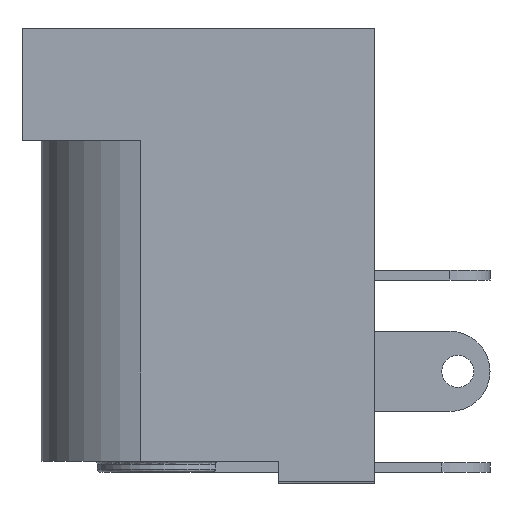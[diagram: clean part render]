
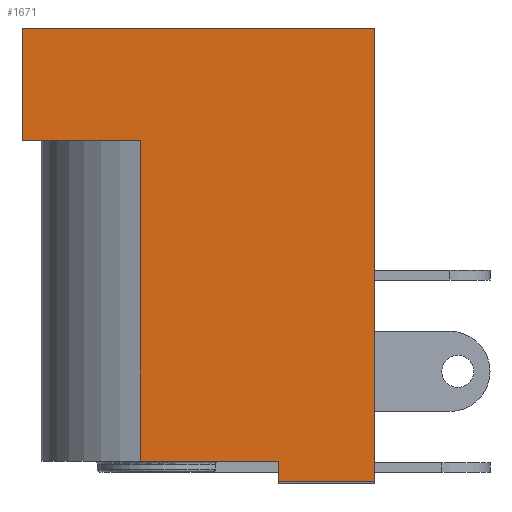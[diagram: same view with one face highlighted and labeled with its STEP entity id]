
A CAD part, left-side view. The second image highlights one B-rep face of the part: STEP entity #1671.
In plain terms, the highlighted planar face has unit normal (-1, 0, 0).
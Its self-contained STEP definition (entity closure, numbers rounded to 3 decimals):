
#1=DIRECTION('',(0.,-1.,0.));
#2=VECTOR('',#1,11.);
#3=CARTESIAN_POINT('',(-4.5,5.5,0.));
#4=LINE('',#3,#2);
#27=DIRECTION('',(0.,-1.,0.));
#28=VECTOR('',#27,3.);
#29=CARTESIAN_POINT('',(-4.5,-2.5,-14.15));
#30=LINE('',#29,#28);
#31=DIRECTION('',(0.,0.,1.));
#32=VECTOR('',#31,0.65);
#33=CARTESIAN_POINT('',(-4.5,-2.5,-14.15));
#34=LINE('',#33,#32);
#35=DIRECTION('',(0.,-1.,0.));
#36=VECTOR('',#35,4.3);
#37=CARTESIAN_POINT('',(-4.5,1.8,-13.5));
#38=LINE('',#37,#36);
#39=DIRECTION('',(0.,0.,-1.));
#40=VECTOR('',#39,3.5);
#41=CARTESIAN_POINT('',(-4.5,5.5,0.));
#42=LINE('',#41,#40);
#43=DIRECTION('',(0.,0.,-1.));
#44=VECTOR('',#43,14.15);
#45=CARTESIAN_POINT('',(-4.5,-5.5,0.));
#46=LINE('',#45,#44);
#718=DIRECTION('',(0.,-1.,0.));
#719=VECTOR('',#718,3.7);
#720=CARTESIAN_POINT('',(-4.5,5.5,-3.5));
#721=LINE('',#720,#719);
#726=DIRECTION('',(0.,0.,-1.));
#727=VECTOR('',#726,10.);
#728=CARTESIAN_POINT('',(-4.5,1.8,-3.5));
#729=LINE('',#728,#727);
#1257=CARTESIAN_POINT('',(-4.5,5.5,0.));
#1258=CARTESIAN_POINT('',(-4.5,-5.5,0.));
#1259=VERTEX_POINT('',#1257);
#1260=VERTEX_POINT('',#1258);
#1266=CARTESIAN_POINT('',(-4.5,5.5,-3.5));
#1268=VERTEX_POINT('',#1266);
#1269=CARTESIAN_POINT('',(-4.5,1.8,-3.5));
#1271=VERTEX_POINT('',#1269);
#1335=CARTESIAN_POINT('',(-4.5,1.8,-13.5));
#1337=VERTEX_POINT('',#1335);
#1343=CARTESIAN_POINT('',(-4.5,-2.5,-13.5));
#1344=VERTEX_POINT('',#1343);
#1428=CARTESIAN_POINT('',(-4.5,-2.5,-14.15));
#1430=VERTEX_POINT('',#1428);
#1443=CARTESIAN_POINT('',(-4.5,-5.5,-14.15));
#1445=VERTEX_POINT('',#1443);
#1649=CARTESIAN_POINT('',(-4.5,5.5,0.));
#1650=DIRECTION('',(-1.,0.,0.));
#1651=DIRECTION('',(0.,-1.,0.));
#1652=AXIS2_PLACEMENT_3D('',#1649,#1650,#1651);
#1653=PLANE('',#1652);
#1655=ORIENTED_EDGE('',*,*,#1654,.F.);
#1657=ORIENTED_EDGE('',*,*,#1656,.T.);
#1659=ORIENTED_EDGE('',*,*,#1658,.F.);
#1661=ORIENTED_EDGE('',*,*,#1660,.F.);
#1663=ORIENTED_EDGE('',*,*,#1662,.F.);
#1665=ORIENTED_EDGE('',*,*,#1664,.F.);
#1666=ORIENTED_EDGE('',*,*,#1632,.T.);
#1668=ORIENTED_EDGE('',*,*,#1667,.T.);
#1669=EDGE_LOOP('',(#1655,#1657,#1659,#1661,#1663,#1665,#1666,#1668));
#1670=FACE_OUTER_BOUND('',#1669,.F.);
#1632=EDGE_CURVE('',#1259,#1260,#4,.T.);
#1654=EDGE_CURVE('',#1430,#1445,#30,.T.);
#1656=EDGE_CURVE('',#1430,#1344,#34,.T.);
#1658=EDGE_CURVE('',#1337,#1344,#38,.T.);
#1660=EDGE_CURVE('',#1271,#1337,#729,.T.);
#1662=EDGE_CURVE('',#1268,#1271,#721,.T.);
#1664=EDGE_CURVE('',#1259,#1268,#42,.T.);
#1667=EDGE_CURVE('',#1260,#1445,#46,.T.);
#1671=ADVANCED_FACE('',(#1670),#1653,.T.);
